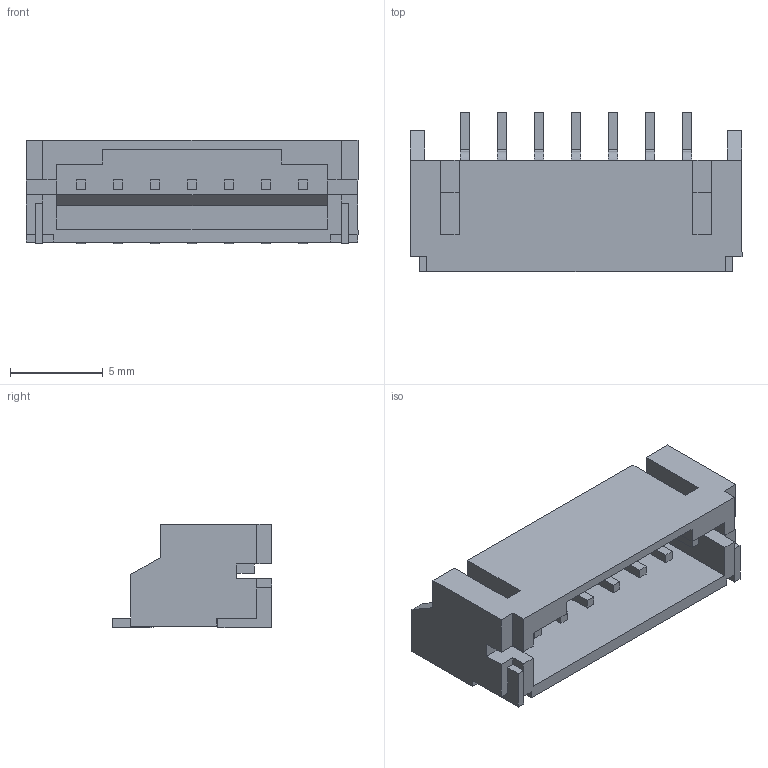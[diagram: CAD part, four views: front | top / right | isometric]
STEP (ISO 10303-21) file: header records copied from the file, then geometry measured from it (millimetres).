
FILE_DESCRIPTION(/* description */ (''),/* implementation_level */ '2;1');
FILE_NAME(/* name */ 'JST S7B-PH-SM4-TB.step',/* time_stamp */ '2020-01-15T02:56:35+00:00',/* author */ (''),/* organization */ (''),/* preprocessor_version */ 'ST-DEVELOPER v18',/* originating_system */ 'Autodesk Translation Framework v8.12.0.6',/* authorisation */ '');
FILE_SCHEMA (('AUTOMOTIVE_DESIGN { 1 0 10303 214 3 1 1 }'));
Length unit declared in the file: millimetre
Products named in the file (1): JST S7B-PH-SM4-TB
Bounding box: 17.9 x 8.61 x 5.6 mm (x, y, z)
Volume: 327.6 mm3; surface area: 801.2 mm2
Topology: 1 solids, 1 shells, 160 faces, 440 edges, 292 vertices
Faces by surface type: plane 139, cylinder 21
Entity records: 5227 total; most frequent: CARTESIAN_POINT 893, ORIENTED_EDGE 880, DIRECTION 804, EDGE_CURVE 440, LINE 398, VECTOR 398, VERTEX_POINT 292, AXIS2_PLACEMENT_3D 203
